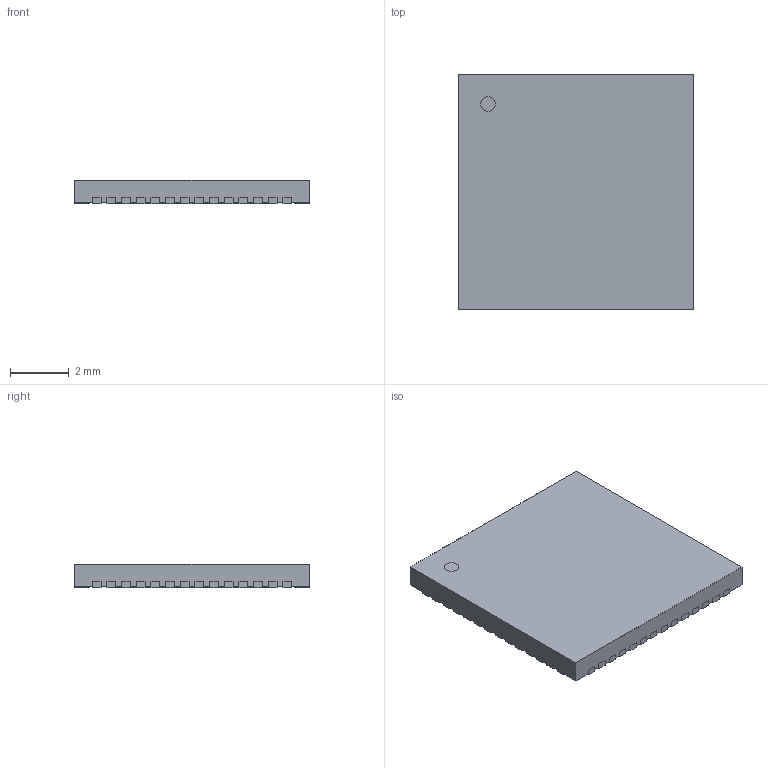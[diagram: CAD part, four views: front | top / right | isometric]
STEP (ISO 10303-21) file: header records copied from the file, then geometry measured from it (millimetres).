
FILE_DESCRIPTION((''),'2;1');
FILE_NAME('QFN50P800X800X100-57N-S560.stp','2015-08-12T14:30:56',(''),(''),'Mechanical Desktop 2011','Mechanical Desktop 2011',', , ');
FILE_SCHEMA(('AUTOMOTIVE_DESIGN { 1 2 10303 214 1 1 1 1 }'));
Length unit declared in the file: millimetre
Products named in the file (1): Product
Bounding box: 8 x 8 x 0.8 mm (x, y, z)
Volume: 50 mm3; surface area: 255.9 mm2
Topology: 59 solids, 59 shells, 579 faces, 1380 edges, 920 vertices
Faces by surface type: bspline 280, plane 239, cylinder 60
Entity records: 17335 total; most frequent: CARTESIAN_POINT 4504, ORIENTED_EDGE 2760, DIRECTION 2212, EDGE_CURVE 1380, VECTOR 1148, LINE 1148, VERTEX_POINT 920, EDGE_LOOP 580
